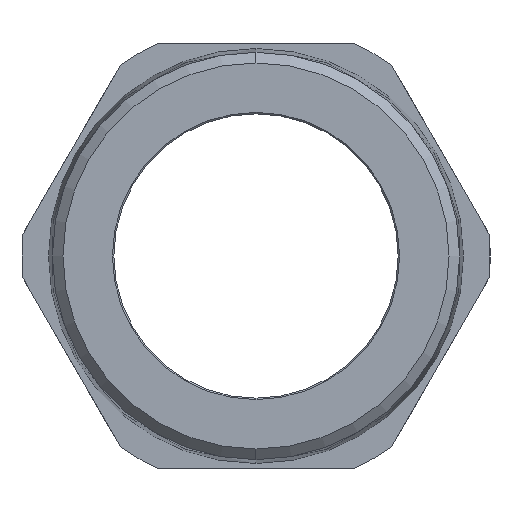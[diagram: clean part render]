
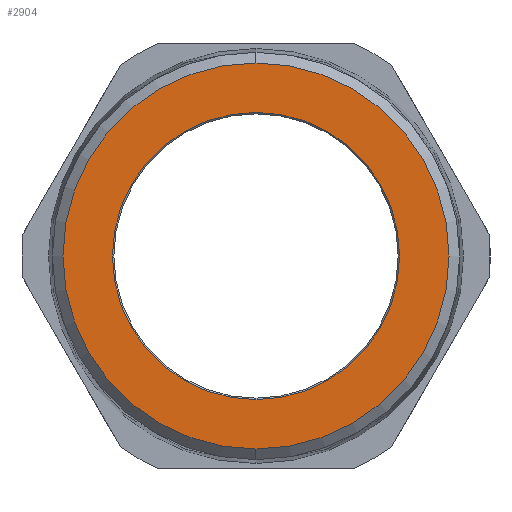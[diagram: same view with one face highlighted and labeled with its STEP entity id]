
A CAD part, left-side view. The second image highlights one B-rep face of the part: STEP entity #2904.
In plain terms, the highlighted planar face has unit normal (-1, 0, 0).
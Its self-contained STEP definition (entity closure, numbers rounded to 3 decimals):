
#138 = CARTESIAN_POINT ( 'NONE',  ( 0., 0., 0. ) ) ;
#148 = DIRECTION ( 'NONE',  ( 1., 0., 0. ) ) ;
#238 = CIRCLE ( 'NONE', #3229, 34.014 ) ;
#333 = EDGE_CURVE ( 'NONE', #2008, #1512, #866, .T. ) ;
#745 = DIRECTION ( 'NONE',  ( -1., 0., 0. ) ) ;
#776 = CARTESIAN_POINT ( 'NONE',  ( 0., 0., 0. ) ) ;
#797 = ORIENTED_EDGE ( 'NONE', *, *, #1330, .T. ) ;
#819 = CIRCLE ( 'NONE', #1247, 25.3 ) ;
#832 = DIRECTION ( 'NONE',  ( 1., 0., 0. ) ) ;
#865 = ORIENTED_EDGE ( 'NONE', *, *, #2227, .T. ) ;
#866 = CIRCLE ( 'NONE', #1034, 25.3 ) ;
#883 = EDGE_LOOP ( 'NONE', ( #865, #1325 ) ) ;
#947 = CARTESIAN_POINT ( 'NONE',  ( 0., 0., -25.3 ) ) ;
#951 = CARTESIAN_POINT ( 'NONE',  ( 0., 0., 0. ) ) ;
#1023 = DIRECTION ( 'NONE',  ( -1., 0., 0. ) ) ;
#1034 = AXIS2_PLACEMENT_3D ( 'NONE', #138, #148, #2971 ) ;
#1159 = VERTEX_POINT ( 'NONE', #2588 ) ;
#1244 = DIRECTION ( 'NONE',  ( 0., 0., -1. ) ) ;
#1247 = AXIS2_PLACEMENT_3D ( 'NONE', #1621, #832, #2624 ) ;
#1254 = DIRECTION ( 'NONE',  ( 1., 0., 0. ) ) ;
#1274 = CARTESIAN_POINT ( 'NONE',  ( 0., 0., 0. ) ) ;
#1325 = ORIENTED_EDGE ( 'NONE', *, *, #3060, .T. ) ;
#1330 = EDGE_CURVE ( 'NONE', #1512, #2008, #819, .T. ) ;
#1341 = FACE_BOUND ( 'NONE', #2813, .T. ) ;
#1374 = AXIS2_PLACEMENT_3D ( 'NONE', #776, #1023, #1244 ) ;
#1474 = CIRCLE ( 'NONE', #1374, 34.014 ) ;
#1512 = VERTEX_POINT ( 'NONE', #947 ) ;
#1579 = FACE_OUTER_BOUND ( 'NONE', #883, .T. ) ;
#1621 = CARTESIAN_POINT ( 'NONE',  ( 0., 0., 0. ) ) ;
#1681 = VERTEX_POINT ( 'NONE', #1756 ) ;
#1756 = CARTESIAN_POINT ( 'NONE',  ( 0., 0., -34.014 ) ) ;
#1762 = PLANE ( 'NONE',  #2717 ) ;
#2008 = VERTEX_POINT ( 'NONE', #2456 ) ;
#2227 = EDGE_CURVE ( 'NONE', #1681, #1159, #1474, .T. ) ;
#2456 = CARTESIAN_POINT ( 'NONE',  ( 0., 0., 25.3 ) ) ;
#2574 = DIRECTION ( 'NONE',  ( 0., 0., -1. ) ) ;
#2588 = CARTESIAN_POINT ( 'NONE',  ( 0., 0., 34.014 ) ) ;
#2624 = DIRECTION ( 'NONE',  ( 0., 0., -1. ) ) ;
#2626 = ORIENTED_EDGE ( 'NONE', *, *, #333, .T. ) ;
#2717 = AXIS2_PLACEMENT_3D ( 'NONE', #951, #1254, #2763 ) ;
#2763 = DIRECTION ( 'NONE',  ( 0., 0., -1. ) ) ;
#2813 = EDGE_LOOP ( 'NONE', ( #2626, #797 ) ) ;
#2904 = ADVANCED_FACE ( 'NONE', ( #1341, #1579 ), #1762, .F. ) ;
#2971 = DIRECTION ( 'NONE',  ( 0., 0., -1. ) ) ;
#3060 = EDGE_CURVE ( 'NONE', #1159, #1681, #238, .T. ) ;
#3229 = AXIS2_PLACEMENT_3D ( 'NONE', #1274, #745, #2574 ) ;
